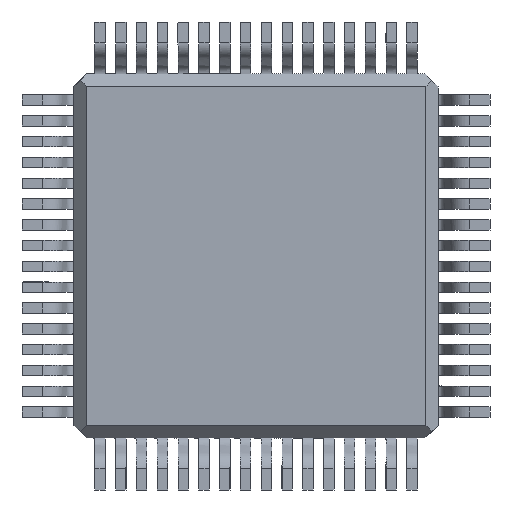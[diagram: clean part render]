
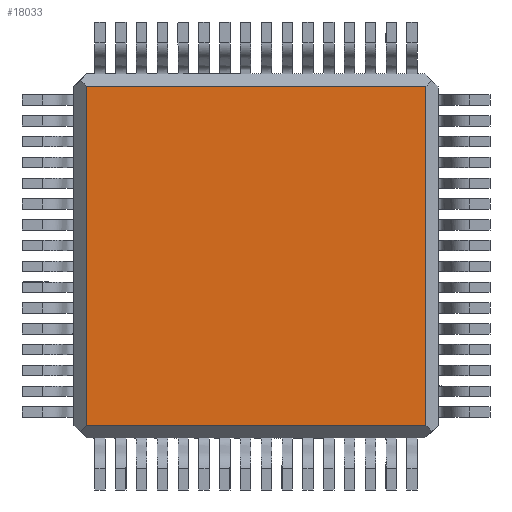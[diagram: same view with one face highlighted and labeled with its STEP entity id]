
A CAD part, front view. The second image highlights one B-rep face of the part: STEP entity #18033.
In plain terms, the highlighted planar face has unit normal (0, -1, 0).
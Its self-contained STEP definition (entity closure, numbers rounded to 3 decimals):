
#115 = VECTOR ( 'NONE', #15845, 1000. ) ;
#481 = DIRECTION ( 'NONE',  ( 1., 0., 0. ) ) ;
#1414 = VERTEX_POINT ( 'NONE', #14855 ) ;
#1491 = ORIENTED_EDGE ( 'NONE', *, *, #2401, .F. ) ;
#2401 = EDGE_CURVE ( 'NONE', #1414, #8187, #16310, .T. ) ;
#2801 = DIRECTION ( 'NONE',  ( 0., 1., 0. ) ) ;
#2913 = DIRECTION ( 'NONE',  ( 0., 0., 1. ) ) ;
#3832 = CARTESIAN_POINT ( 'NONE',  ( -3.262, 0., 3.264 ) ) ;
#5500 = LINE ( 'NONE', #18758, #20207 ) ;
#8086 = AXIS2_PLACEMENT_3D ( 'NONE', #14609, #2801, #2913 ) ;
#8187 = VERTEX_POINT ( 'NONE', #13472 ) ;
#8632 = CARTESIAN_POINT ( 'NONE',  ( 0., 0., 3.264 ) ) ;
#9179 = ORIENTED_EDGE ( 'NONE', *, *, #19899, .F. ) ;
#9230 = LINE ( 'NONE', #16071, #115 ) ;
#9996 = CARTESIAN_POINT ( 'NONE',  ( 0., 0., -3.255 ) ) ;
#11137 = PLANE ( 'NONE',  #8086 ) ;
#11306 = DIRECTION ( 'NONE',  ( -1., 0., 0. ) ) ;
#13472 = CARTESIAN_POINT ( 'NONE',  ( -3.262, 0., -3.255 ) ) ;
#13817 = LINE ( 'NONE', #8632, #15321 ) ;
#13842 = DIRECTION ( 'NONE',  ( 0., 0., -1. ) ) ;
#14008 = ORIENTED_EDGE ( 'NONE', *, *, #15079, .F. ) ;
#14609 = CARTESIAN_POINT ( 'NONE',  ( 0., 0., 0. ) ) ;
#14855 = CARTESIAN_POINT ( 'NONE',  ( 3.267, 0., -3.255 ) ) ;
#15079 = EDGE_CURVE ( 'NONE', #20689, #1414, #5500, .T. ) ;
#15321 = VECTOR ( 'NONE', #481, 1000. ) ;
#15845 = DIRECTION ( 'NONE',  ( 0., 0., 1. ) ) ;
#16071 = CARTESIAN_POINT ( 'NONE',  ( -3.262, 0., 0. ) ) ;
#16310 = LINE ( 'NONE', #9996, #19308 ) ;
#16507 = CARTESIAN_POINT ( 'NONE',  ( 3.267, 0., 3.264 ) ) ;
#16848 = EDGE_CURVE ( 'NONE', #17115, #20689, #13817, .T. ) ;
#17115 = VERTEX_POINT ( 'NONE', #3832 ) ;
#18033 = ADVANCED_FACE ( 'NONE', ( #20822 ), #11137, .F. ) ;
#18040 = EDGE_LOOP ( 'NONE', ( #18906, #9179, #1491, #14008 ) ) ;
#18758 = CARTESIAN_POINT ( 'NONE',  ( 3.267, 0., 0. ) ) ;
#18906 = ORIENTED_EDGE ( 'NONE', *, *, #16848, .F. ) ;
#19308 = VECTOR ( 'NONE', #11306, 1000. ) ;
#19899 = EDGE_CURVE ( 'NONE', #8187, #17115, #9230, .T. ) ;
#20207 = VECTOR ( 'NONE', #13842, 1000. ) ;
#20689 = VERTEX_POINT ( 'NONE', #16507 ) ;
#20822 = FACE_OUTER_BOUND ( 'NONE', #18040, .T. ) ;
